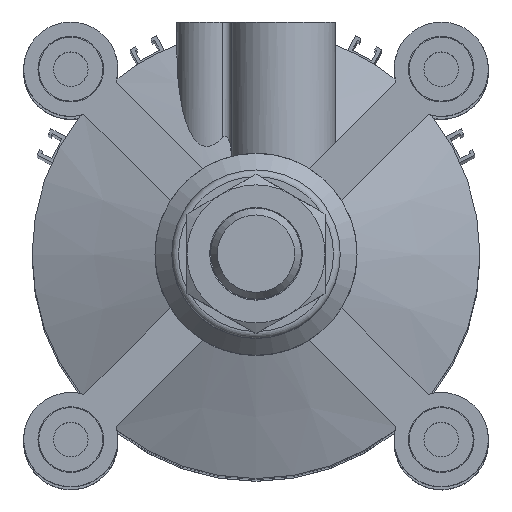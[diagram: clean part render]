
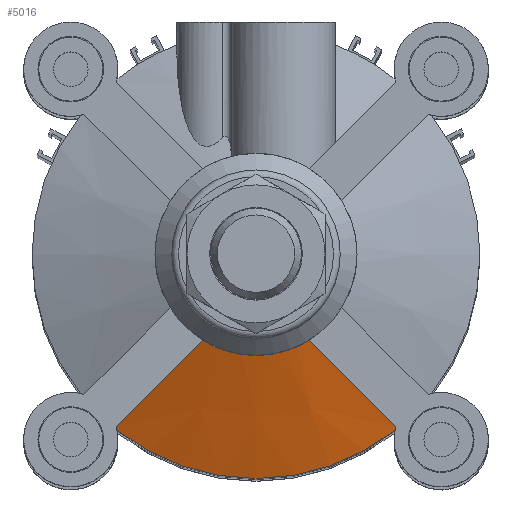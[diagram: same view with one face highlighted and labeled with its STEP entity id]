
A CAD part, top view. The second image highlights one B-rep face of the part: STEP entity #5016.
In plain terms, the highlighted conical face has half-angle 70 degrees and reference radius 48.25 mm.
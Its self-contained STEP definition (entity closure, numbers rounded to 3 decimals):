
#19=CONICAL_SURFACE('',#5375,48.25,1.222);
#48=(
BOUNDED_CURVE()
B_SPLINE_CURVE(2,(#7653,#7654,#7655),.UNSPECIFIED.,.F.,.F.)
B_SPLINE_CURVE_WITH_KNOTS((3,3),(0.,3.856),.UNSPECIFIED.)
CURVE()
GEOMETRIC_REPRESENTATION_ITEM()
RATIONAL_B_SPLINE_CURVE((1.,1.08,1.))
REPRESENTATION_ITEM('')
);
#49=(
BOUNDED_CURVE()
B_SPLINE_CURVE(2,(#7670,#7671,#7672),.UNSPECIFIED.,.F.,.F.)
B_SPLINE_CURVE_WITH_KNOTS((3,3),(0.,3.856),.UNSPECIFIED.)
CURVE()
GEOMETRIC_REPRESENTATION_ITEM()
RATIONAL_B_SPLINE_CURVE((1.,1.08,1.))
REPRESENTATION_ITEM('')
);
#97=B_SPLINE_CURVE_WITH_KNOTS('',3,(#7664,#7665,#7666,#7667),
 .UNSPECIFIED.,.F.,.F.,(4,4),(1.143,1.245),
 .UNSPECIFIED.);
#98=B_SPLINE_CURVE_WITH_KNOTS('',3,(#7674,#7675,#7676,#7677),
 .UNSPECIFIED.,.F.,.F.,(4,4),(2.595,2.698),
 .UNSPECIFIED.);
#213=CIRCLE('',#5376,66.5);
#214=CIRCLE('',#5377,30.);
#1044=ORIENTED_EDGE('',*,*,#1955,.T.);
#1045=ORIENTED_EDGE('',*,*,#1956,.T.);
#1046=ORIENTED_EDGE('',*,*,#1952,.T.);
#1047=ORIENTED_EDGE('',*,*,#1957,.F.);
#1048=ORIENTED_EDGE('',*,*,#1958,.T.);
#1049=ORIENTED_EDGE('',*,*,#1959,.T.);
#1952=EDGE_CURVE('',#2461,#2459,#48,.T.);
#1955=EDGE_CURVE('',#2463,#2464,#213,.T.);
#1956=EDGE_CURVE('',#2464,#2461,#97,.T.);
#1957=EDGE_CURVE('',#2465,#2459,#214,.T.);
#1958=EDGE_CURVE('',#2465,#2466,#49,.T.);
#1959=EDGE_CURVE('',#2466,#2463,#98,.T.);
#2459=VERTEX_POINT('',#7651);
#2461=VERTEX_POINT('',#7656);
#2463=VERTEX_POINT('',#7662);
#2464=VERTEX_POINT('',#7663);
#2465=VERTEX_POINT('',#7669);
#2466=VERTEX_POINT('',#7673);
#3460=EDGE_LOOP('',(#1044,#1045,#1046,#1047,#1048,#1049));
#3826=FACE_BOUND('',#3460,.T.);
#5016=ADVANCED_FACE('',(#3826),#19,.T.);
#5375=AXIS2_PLACEMENT_3D('',#7660,#6280,#6281);
#5376=AXIS2_PLACEMENT_3D('',#7661,#6282,#6283);
#5377=AXIS2_PLACEMENT_3D('',#7668,#6284,#6285);
#6280=DIRECTION('',(0.,-1.,0.));
#6281=DIRECTION('',(-1.,0.,0.));
#6282=DIRECTION('',(0.,1.,0.));
#6283=DIRECTION('',(-1.,0.,0.));
#6284=DIRECTION('',(0.,1.,0.));
#6285=DIRECTION('',(-1.,0.,0.));
#7651=CARTESIAN_POINT('',(-25.442,25.285,15.896));
#7653=CARTESIAN_POINT('',(-51.1,12.232,41.554));
#7654=CARTESIAN_POINT('',(-33.472,21.258,23.926));
#7655=CARTESIAN_POINT('',(-25.442,25.285,15.896));
#7656=CARTESIAN_POINT('',(-51.1,12.232,41.554));
#7660=CARTESIAN_POINT('',(0.,18.642,0.));
#7661=CARTESIAN_POINT('',(0.,12.,0.));
#7662=CARTESIAN_POINT('',(-52.121,12.,-41.299));
#7663=CARTESIAN_POINT('',(-52.121,12.,41.299));
#7664=CARTESIAN_POINT('',(-52.121,12.,41.299));
#7665=CARTESIAN_POINT('',(-51.782,12.081,41.37));
#7666=CARTESIAN_POINT('',(-51.441,12.158,41.455));
#7667=CARTESIAN_POINT('',(-51.1,12.232,41.554));
#7668=CARTESIAN_POINT('',(0.,25.285,0.));
#7669=CARTESIAN_POINT('',(-25.442,25.285,-15.896));
#7670=CARTESIAN_POINT('',(-25.442,25.285,-15.896));
#7671=CARTESIAN_POINT('',(-33.472,21.258,-23.926));
#7672=CARTESIAN_POINT('',(-51.1,12.232,-41.554));
#7673=CARTESIAN_POINT('',(-51.1,12.232,-41.554));
#7674=CARTESIAN_POINT('',(-51.1,12.232,-41.554));
#7675=CARTESIAN_POINT('',(-51.44,12.158,-41.455));
#7676=CARTESIAN_POINT('',(-51.782,12.081,-41.37));
#7677=CARTESIAN_POINT('',(-52.121,12.,-41.299));
